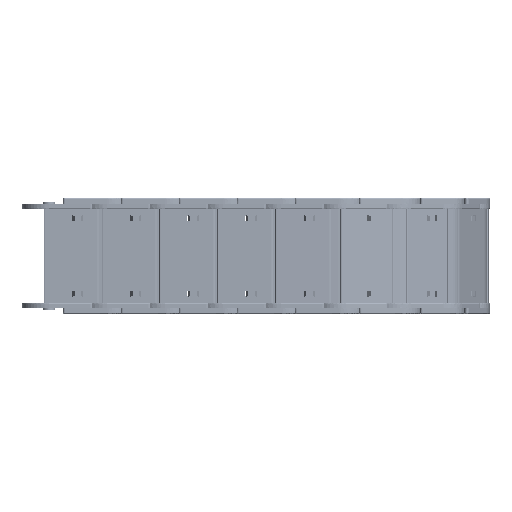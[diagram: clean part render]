
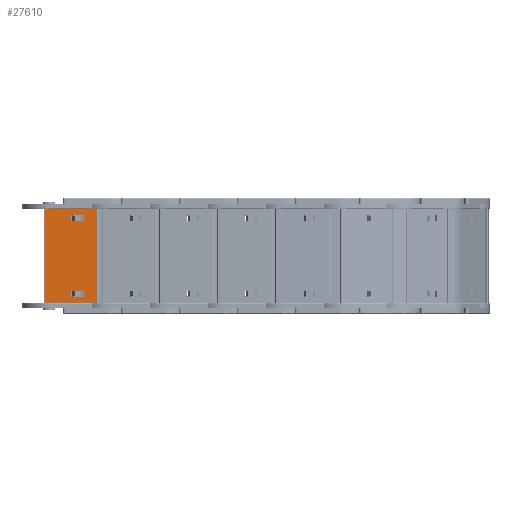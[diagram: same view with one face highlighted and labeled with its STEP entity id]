
A CAD part, front view. The second image highlights one B-rep face of the part: STEP entity #27610.
In plain terms, the highlighted face is planar.
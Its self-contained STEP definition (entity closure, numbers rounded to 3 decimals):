
#611 = CARTESIAN_POINT ( 'NONE',  ( -78.796, 200.217, 11.547 ) ) ;
#1269 = VECTOR ( 'NONE', #22142, 1000. ) ;
#1428 = EDGE_CURVE ( 'NONE', #32819, #18575, #11705, .T. ) ;
#1458 = VECTOR ( 'NONE', #17650, 1000. ) ;
#1573 = CARTESIAN_POINT ( 'NONE',  ( -64.796, 200.217, 86.447 ) ) ;
#1912 = VERTEX_POINT ( 'NONE', #24342 ) ;
#1930 = CARTESIAN_POINT ( 'NONE',  ( -64.796, 200.217, 5.247 ) ) ;
#3307 = EDGE_LOOP ( 'NONE', ( #32753, #8295, #28332, #11888 ) ) ;
#3629 = DIRECTION ( 'NONE',  ( -1., 0., 0. ) ) ;
#3713 = VECTOR ( 'NONE', #3629, 1000. ) ;
#3855 = LINE ( 'NONE', #16525, #31743 ) ;
#4060 = VECTOR ( 'NONE', #31377, 1000. ) ;
#4061 = FACE_BOUND ( 'NONE', #5264, .T. ) ;
#4083 = CARTESIAN_POINT ( 'NONE',  ( -64.796, 200.217, 11.547 ) ) ;
#4294 = DIRECTION ( 'NONE',  ( -1., 0., 0. ) ) ;
#4707 = DIRECTION ( 'NONE',  ( 0., 0., 1. ) ) ;
#4710 = CARTESIAN_POINT ( 'NONE',  ( -78.796, 200.217, 92.747 ) ) ;
#5264 = EDGE_LOOP ( 'NONE', ( #16934, #6066, #5857, #11017 ) ) ;
#5332 = CARTESIAN_POINT ( 'NONE',  ( -78.796, 200.217, 11.547 ) ) ;
#5825 = AXIS2_PLACEMENT_3D ( 'NONE', #31007, #6723, #33987 ) ;
#5857 = ORIENTED_EDGE ( 'NONE', *, *, #29693, .T. ) ;
#5951 = DIRECTION ( 'NONE',  ( 0., 0., 1. ) ) ;
#5991 = DIRECTION ( 'NONE',  ( 0., 0., 1. ) ) ;
#6066 = ORIENTED_EDGE ( 'NONE', *, *, #10851, .T. ) ;
#6723 = DIRECTION ( 'NONE',  ( 0., -1., 0. ) ) ;
#6738 = CARTESIAN_POINT ( 'NONE',  ( -78.796, 200.217, 11.547 ) ) ;
#6742 = CARTESIAN_POINT ( 'NONE',  ( -64.796, 200.217, 92.747 ) ) ;
#6794 = CARTESIAN_POINT ( 'NONE',  ( -81.796, 200.217, 99.497 ) ) ;
#7422 = DIRECTION ( 'NONE',  ( 1., 0., 0. ) ) ;
#8089 = VECTOR ( 'NONE', #4707, 1000. ) ;
#8295 = ORIENTED_EDGE ( 'NONE', *, *, #11860, .F. ) ;
#9028 = EDGE_CURVE ( 'NONE', #16917, #32819, #9807, .T. ) ;
#9807 = LINE ( 'NONE', #16417, #30499 ) ;
#10397 = VERTEX_POINT ( 'NONE', #18857 ) ;
#10851 = EDGE_CURVE ( 'NONE', #20205, #21440, #22648, .T. ) ;
#11017 = ORIENTED_EDGE ( 'NONE', *, *, #30430, .T. ) ;
#11705 = LINE ( 'NONE', #4710, #28192 ) ;
#11860 = EDGE_CURVE ( 'NONE', #20468, #10397, #17930, .T. ) ;
#11888 = ORIENTED_EDGE ( 'NONE', *, *, #34977, .T. ) ;
#14341 = CARTESIAN_POINT ( 'NONE',  ( -106.776, 200.217, -83.122 ) ) ;
#14446 = CARTESIAN_POINT ( 'NONE',  ( -78.796, 200.217, 5.247 ) ) ;
#14663 = ORIENTED_EDGE ( 'NONE', *, *, #30475, .F. ) ;
#14945 = CARTESIAN_POINT ( 'NONE',  ( -50.576, 200.217, 99.497 ) ) ;
#15498 = FACE_BOUND ( 'NONE', #23081, .T. ) ;
#16417 = CARTESIAN_POINT ( 'NONE',  ( -78.796, 200.217, 86.447 ) ) ;
#16525 = CARTESIAN_POINT ( 'NONE',  ( -81.796, 200.217, -1.503 ) ) ;
#16544 = EDGE_CURVE ( 'NONE', #1912, #20468, #25824, .T. ) ;
#16807 = EDGE_CURVE ( 'NONE', #26359, #20205, #16877, .T. ) ;
#16877 = LINE ( 'NONE', #611, #1269 ) ;
#16917 = VERTEX_POINT ( 'NONE', #24004 ) ;
#16934 = ORIENTED_EDGE ( 'NONE', *, *, #16807, .T. ) ;
#17478 = EDGE_CURVE ( 'NONE', #27080, #10397, #23243, .T. ) ;
#17538 = CARTESIAN_POINT ( 'NONE',  ( -78.796, 200.217, 5.247 ) ) ;
#17650 = DIRECTION ( 'NONE',  ( 1., 0., 0. ) ) ;
#17796 = ORIENTED_EDGE ( 'NONE', *, *, #20415, .F. ) ;
#17930 = LINE ( 'NONE', #6794, #22617 ) ;
#18289 = ORIENTED_EDGE ( 'NONE', *, *, #9028, .F. ) ;
#18575 = VERTEX_POINT ( 'NONE', #6742 ) ;
#18758 = LINE ( 'NONE', #1573, #27228 ) ;
#18857 = CARTESIAN_POINT ( 'NONE',  ( -106.776, 200.217, 99.497 ) ) ;
#19274 = LINE ( 'NONE', #25465, #3713 ) ;
#20205 = VERTEX_POINT ( 'NONE', #5332 ) ;
#20415 = EDGE_CURVE ( 'NONE', #30824, #16917, #19274, .T. ) ;
#20443 = DIRECTION ( 'NONE',  ( 0., 0., -1. ) ) ;
#20450 = VECTOR ( 'NONE', #31106, 1000. ) ;
#20468 = VERTEX_POINT ( 'NONE', #14945 ) ;
#20700 = PLANE ( 'NONE',  #5825 ) ;
#21273 = CARTESIAN_POINT ( 'NONE',  ( -78.796, 200.217, 92.747 ) ) ;
#21440 = VERTEX_POINT ( 'NONE', #14446 ) ;
#21857 = DIRECTION ( 'NONE',  ( -1., 0., 0. ) ) ;
#21954 = CARTESIAN_POINT ( 'NONE',  ( -64.796, 200.217, 11.547 ) ) ;
#22142 = DIRECTION ( 'NONE',  ( -1., 0., 0. ) ) ;
#22617 = VECTOR ( 'NONE', #4294, 1000. ) ;
#22648 = LINE ( 'NONE', #6738, #4060 ) ;
#22813 = VECTOR ( 'NONE', #5991, 1000. ) ;
#23081 = EDGE_LOOP ( 'NONE', ( #17796, #14663, #32845, #18289 ) ) ;
#23243 = LINE ( 'NONE', #14341, #22813 ) ;
#24004 = CARTESIAN_POINT ( 'NONE',  ( -78.796, 200.217, 86.447 ) ) ;
#24319 = LINE ( 'NONE', #17538, #1458 ) ;
#24342 = CARTESIAN_POINT ( 'NONE',  ( -50.576, 200.217, -1.503 ) ) ;
#25465 = CARTESIAN_POINT ( 'NONE',  ( -78.796, 200.217, 86.447 ) ) ;
#25824 = LINE ( 'NONE', #26167, #8089 ) ;
#26167 = CARTESIAN_POINT ( 'NONE',  ( -50.576, 200.217, -83.122 ) ) ;
#26359 = VERTEX_POINT ( 'NONE', #21954 ) ;
#27080 = VERTEX_POINT ( 'NONE', #32476 ) ;
#27228 = VECTOR ( 'NONE', #20443, 1000. ) ;
#27610 = ADVANCED_FACE ( 'NONE', ( #4061, #33693, #15498 ), #20700, .F. ) ;
#28012 = CARTESIAN_POINT ( 'NONE',  ( -64.796, 200.217, 86.447 ) ) ;
#28192 = VECTOR ( 'NONE', #7422, 1000. ) ;
#28332 = ORIENTED_EDGE ( 'NONE', *, *, #16544, .F. ) ;
#29297 = VERTEX_POINT ( 'NONE', #1930 ) ;
#29693 = EDGE_CURVE ( 'NONE', #21440, #29297, #24319, .T. ) ;
#30430 = EDGE_CURVE ( 'NONE', #29297, #26359, #31461, .T. ) ;
#30475 = EDGE_CURVE ( 'NONE', #18575, #30824, #18758, .T. ) ;
#30499 = VECTOR ( 'NONE', #5951, 1000. ) ;
#30824 = VERTEX_POINT ( 'NONE', #28012 ) ;
#31007 = CARTESIAN_POINT ( 'NONE',  ( -81.796, 200.217, -1.503 ) ) ;
#31106 = DIRECTION ( 'NONE',  ( 0., 0., 1. ) ) ;
#31377 = DIRECTION ( 'NONE',  ( 0., 0., -1. ) ) ;
#31461 = LINE ( 'NONE', #4083, #20450 ) ;
#31743 = VECTOR ( 'NONE', #21857, 1000. ) ;
#32476 = CARTESIAN_POINT ( 'NONE',  ( -106.776, 200.217, -1.503 ) ) ;
#32753 = ORIENTED_EDGE ( 'NONE', *, *, #17478, .T. ) ;
#32819 = VERTEX_POINT ( 'NONE', #21273 ) ;
#32845 = ORIENTED_EDGE ( 'NONE', *, *, #1428, .F. ) ;
#33693 = FACE_OUTER_BOUND ( 'NONE', #3307, .T. ) ;
#33987 = DIRECTION ( 'NONE',  ( 0., 0., 1. ) ) ;
#34977 = EDGE_CURVE ( 'NONE', #1912, #27080, #3855, .T. ) ;
